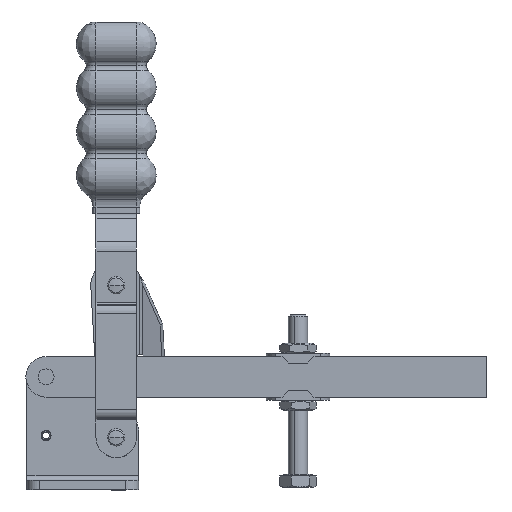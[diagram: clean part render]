
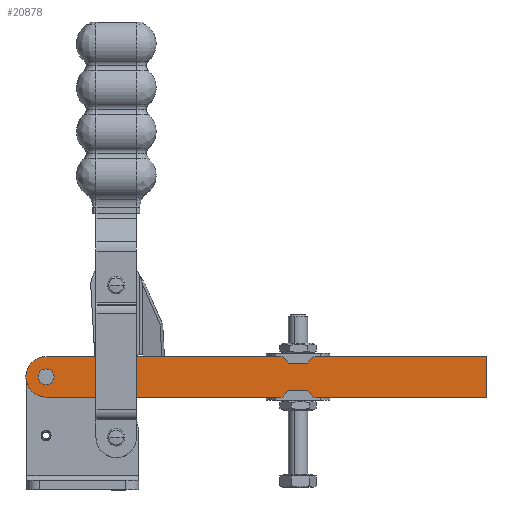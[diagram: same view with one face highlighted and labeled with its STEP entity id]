
A CAD part, top view. The second image highlights one B-rep face of the part: STEP entity #20878.
In plain terms, the highlighted planar face has unit normal (0, 0, 1).
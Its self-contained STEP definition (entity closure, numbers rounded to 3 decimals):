
#20684=CARTESIAN_POINT('',(66.683,86.607,-80.066));
#20685=VERTEX_POINT('',#20684);
#20692=CARTESIAN_POINT('',(66.683,73.907,-80.066));
#20693=VERTEX_POINT('',#20692);
#20694=CARTESIAN_POINT('',(66.683,73.907,-80.066));
#20695=DIRECTION('',(0.0,1.0,0.0));
#20696=VECTOR('',#20695,12.7);
#20697=LINE('',#20694,#20696);
#20698=EDGE_CURVE('',#20693,#20685,#20697,.T.);
#20714=CARTESIAN_POINT('',(-71.317,86.607,-80.066));
#20715=VERTEX_POINT('',#20714);
#20716=CARTESIAN_POINT('',(66.683,86.607,-80.066));
#20717=DIRECTION('',(-1.0,0.0,0.0));
#20718=VECTOR('',#20717,138.0);
#20719=LINE('',#20716,#20718);
#20720=EDGE_CURVE('',#20685,#20715,#20719,.T.);
#20745=CARTESIAN_POINT('',(-71.317,73.907,-80.066));
#20746=VERTEX_POINT('',#20745);
#20747=CARTESIAN_POINT('',(66.683,73.907,-80.066));
#20748=DIRECTION('',(-1.0,0.0,0.0));
#20749=VECTOR('',#20748,138.0);
#20750=LINE('',#20747,#20749);
#20751=EDGE_CURVE('',#20693,#20746,#20750,.T.);
#20776=CARTESIAN_POINT('',(-71.317,80.257,-80.066));
#20777=DIRECTION('',(0.0,0.0,-1.0));
#20778=DIRECTION('',(0.0,1.0,0.0));
#20779=AXIS2_PLACEMENT_3D('',#20776,#20777,#20778);
#20780=CIRCLE('',#20779,6.35);
#20781=EDGE_CURVE('',#20746,#20715,#20780,.T.);
#20827=CARTESIAN_POINT('',(-36.705,80.257,-80.066));
#20828=DIRECTION('',(0.0,0.0,1.0));
#20829=DIRECTION('',(-1.0,0.0,0.0));
#20830=AXIS2_PLACEMENT_3D('',#20827,#20828,#20829);
#20831=PLANE('',#20830);
#20832=ORIENTED_EDGE('',*,*,#20720,.T.);
#20833=ORIENTED_EDGE('',*,*,#20781,.F.);
#20834=ORIENTED_EDGE('',*,*,#20751,.F.);
#20835=ORIENTED_EDGE('',*,*,#20698,.T.);
#20836=EDGE_LOOP('',(#20832,#20833,#20834,#20835));
#20837=FACE_OUTER_BOUND('',#20836,.T.);
#20838=CARTESIAN_POINT('',(-51.817,80.257,-80.066));
#20839=VERTEX_POINT('',#20838);
#20840=CARTESIAN_POINT('',(-46.817,80.257,-80.066));
#20841=VERTEX_POINT('',#20840);
#20842=CARTESIAN_POINT('',(-49.317,80.257,-80.066));
#20843=DIRECTION('',(0.0,0.0,-1.0));
#20844=DIRECTION('',(-1.0,0.0,0.0));
#20845=AXIS2_PLACEMENT_3D('',#20842,#20843,#20844);
#20846=CIRCLE('',#20845,2.5);
#20847=EDGE_CURVE('',#20839,#20841,#20846,.T.);
#20848=ORIENTED_EDGE('',*,*,#20847,.T.);
#20849=CARTESIAN_POINT('',(-49.317,80.257,-80.066));
#20850=DIRECTION('',(0.0,0.0,-1.0));
#20851=DIRECTION('',(-1.0,0.0,0.0));
#20852=AXIS2_PLACEMENT_3D('',#20849,#20850,#20851);
#20853=CIRCLE('',#20852,2.5);
#20854=EDGE_CURVE('',#20841,#20839,#20853,.T.);
#20855=ORIENTED_EDGE('',*,*,#20854,.T.);
#20856=EDGE_LOOP('',(#20848,#20855));
#20857=FACE_BOUND('',#20856,.T.);
#20858=CARTESIAN_POINT('',(-73.817,80.257,-80.066));
#20859=VERTEX_POINT('',#20858);
#20860=CARTESIAN_POINT('',(-68.817,80.257,-80.066));
#20861=VERTEX_POINT('',#20860);
#20862=CARTESIAN_POINT('',(-71.317,80.257,-80.066));
#20863=DIRECTION('',(0.0,0.0,-1.0));
#20864=DIRECTION('',(-1.0,0.0,0.0));
#20865=AXIS2_PLACEMENT_3D('',#20862,#20863,#20864);
#20866=CIRCLE('',#20865,2.5);
#20867=EDGE_CURVE('',#20859,#20861,#20866,.T.);
#20868=ORIENTED_EDGE('',*,*,#20867,.T.);
#20869=CARTESIAN_POINT('',(-71.317,80.257,-80.066));
#20870=DIRECTION('',(0.0,0.0,-1.0));
#20871=DIRECTION('',(-1.0,0.0,0.0));
#20872=AXIS2_PLACEMENT_3D('',#20869,#20870,#20871);
#20873=CIRCLE('',#20872,2.5);
#20874=EDGE_CURVE('',#20861,#20859,#20873,.T.);
#20875=ORIENTED_EDGE('',*,*,#20874,.T.);
#20876=EDGE_LOOP('',(#20868,#20875));
#20877=FACE_BOUND('',#20876,.T.);
#20878=ADVANCED_FACE('',(#20837,#20857,#20877),#20831,.T.);
